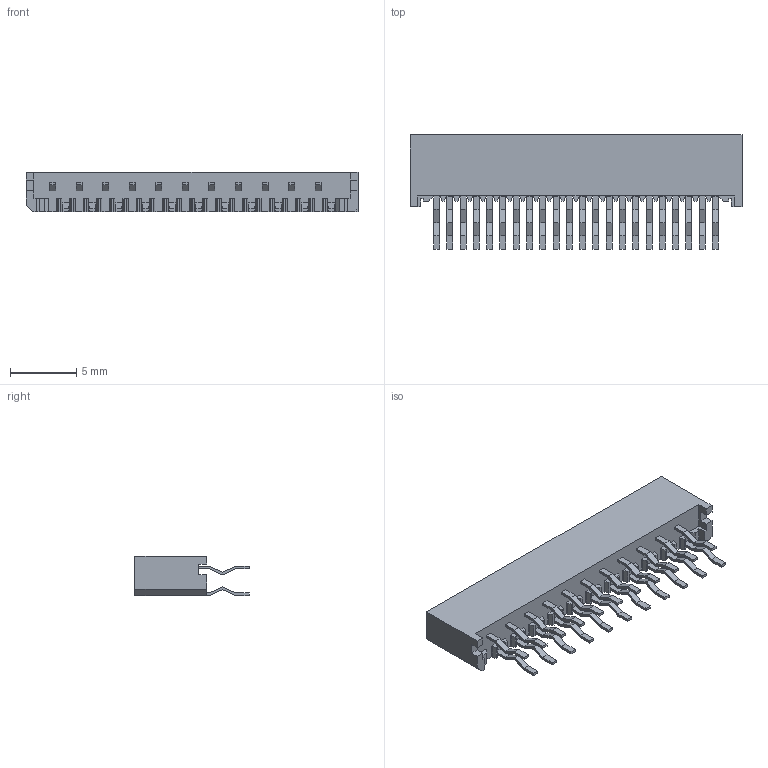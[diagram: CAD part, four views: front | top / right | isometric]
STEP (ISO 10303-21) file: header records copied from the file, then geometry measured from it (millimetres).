
FILE_DESCRIPTION((''),'1');
FILE_NAME('52806-2210','2000-12-14T',('Gopalan'),(''),'PRO/ENGINEER BY PARAMETRIC TECHNOLOGY CORPORATION, 9902','PRO/ENGINEER BY PARAMETRIC TECHNOLOGY CORPORATION, 9902','');
FILE_SCHEMA(('CONFIG_CONTROL_DESIGN'));
Length unit declared in the file: millimetre
Products named in the file (1): 52806-2210
Bounding box: 25 x 8.6 x 3 mm (x, y, z)
Surface area: 987.2 mm2 (no closed solid volume)
Topology: 0 solids, 0 shells, 567 faces, 3248 edges, 3248 vertices
Faces by surface type: plane 544, cylinder 23
Entity records: 15455 total; most frequent: COMPOSITE_CURVE_SEGMENT 3248, DIRECTION 2802, CARTESIAN_POINT 2201, TRIMMED_CURVE 1622, VECTOR 1576, LINE 1576, AXIS2_PLACEMENT_3D 613, CURVE_BOUNDED_SURFACE 567
